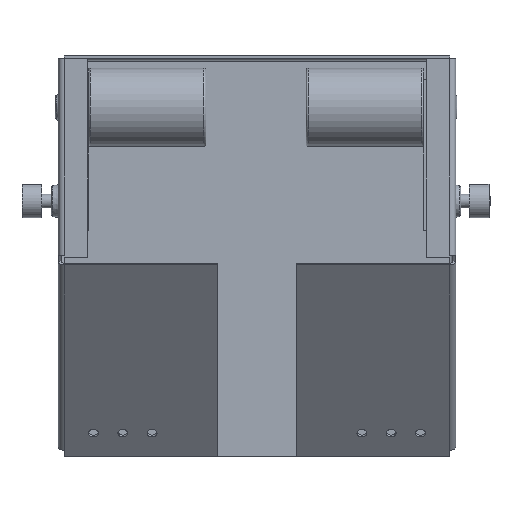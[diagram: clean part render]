
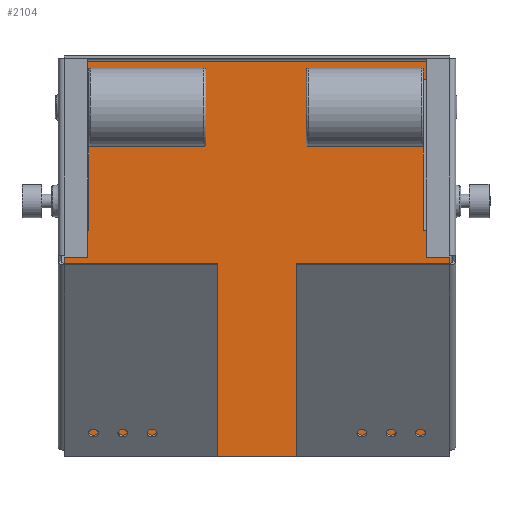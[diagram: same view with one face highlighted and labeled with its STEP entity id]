
A CAD part, top view. The second image highlights one B-rep face of the part: STEP entity #2104.
In plain terms, the highlighted planar face has unit normal (0, 0, 1).
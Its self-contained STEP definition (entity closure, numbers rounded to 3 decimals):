
#191=PLANE('',#2352);
#285=FACE_OUTER_BOUND('',#442,.T.);
#442=EDGE_LOOP('',(#1753,#1754,#1755,#1756,#1757,#1758));
#569=LINE('',#3303,#747);
#575=LINE('',#3318,#753);
#636=LINE('',#3498,#814);
#641=LINE('',#3511,#819);
#643=LINE('',#3517,#821);
#644=LINE('',#3518,#822);
#747=VECTOR('',#2634,10.);
#753=VECTOR('',#2648,10.);
#814=VECTOR('',#2833,10.);
#819=VECTOR('',#2852,10.);
#821=VECTOR('',#2862,10.);
#822=VECTOR('',#2863,10.);
#1019=VERTEX_POINT('',#3300);
#1020=VERTEX_POINT('',#3302);
#1023=VERTEX_POINT('',#3312);
#1025=VERTEX_POINT('',#3316);
#1080=VERTEX_POINT('',#3484);
#1081=VERTEX_POINT('',#3488);
#1215=EDGE_CURVE('',#1020,#1019,#569,.T.);
#1223=EDGE_CURVE('',#1023,#1025,#575,.T.);
#1314=EDGE_CURVE('',#1080,#1081,#636,.T.);
#1321=EDGE_CURVE('',#1019,#1080,#641,.T.);
#1324=EDGE_CURVE('',#1081,#1023,#643,.T.);
#1325=EDGE_CURVE('',#1025,#1020,#644,.T.);
#1753=ORIENTED_EDGE('',*,*,#1314,.T.);
#1754=ORIENTED_EDGE('',*,*,#1324,.T.);
#1755=ORIENTED_EDGE('',*,*,#1223,.T.);
#1756=ORIENTED_EDGE('',*,*,#1325,.T.);
#1757=ORIENTED_EDGE('',*,*,#1215,.T.);
#1758=ORIENTED_EDGE('',*,*,#1321,.T.);
#2104=ADVANCED_FACE('',(#285),#191,.T.);
#2352=AXIS2_PLACEMENT_3D('',#3516,#2860,#2861);
#2634=DIRECTION('',(0.,1.,0.));
#2648=DIRECTION('',(0.,-1.,0.));
#2833=DIRECTION('',(-1.,0.,0.));
#2852=DIRECTION('',(0.,1.,0.));
#2860=DIRECTION('center_axis',(0.,0.,1.));
#2861=DIRECTION('ref_axis',(1.,0.,0.));
#2862=DIRECTION('',(0.,-1.,0.));
#2863=DIRECTION('',(1.,0.,0.));
#3300=CARTESIAN_POINT('',(98.6,-96.685,1.5));
#3302=CARTESIAN_POINT('',(98.6,-101.6,1.5));
#3303=CARTESIAN_POINT('',(98.6,-50.8,1.5));
#3312=CARTESIAN_POINT('',(-98.6,-96.685,1.5));
#3316=CARTESIAN_POINT('',(-98.6,-101.6,1.5));
#3318=CARTESIAN_POINT('',(-98.6,50.8,1.5));
#3484=CARTESIAN_POINT('',(98.6,100.1,1.5));
#3488=CARTESIAN_POINT('',(-98.6,100.1,1.5));
#3498=CARTESIAN_POINT('',(49.3,100.1,1.5));
#3511=CARTESIAN_POINT('',(98.6,-50.8,1.5));
#3516=CARTESIAN_POINT('Origin',(0.,0.,1.5));
#3517=CARTESIAN_POINT('',(-98.6,50.8,1.5));
#3518=CARTESIAN_POINT('',(-101.6,-101.6,1.5));
